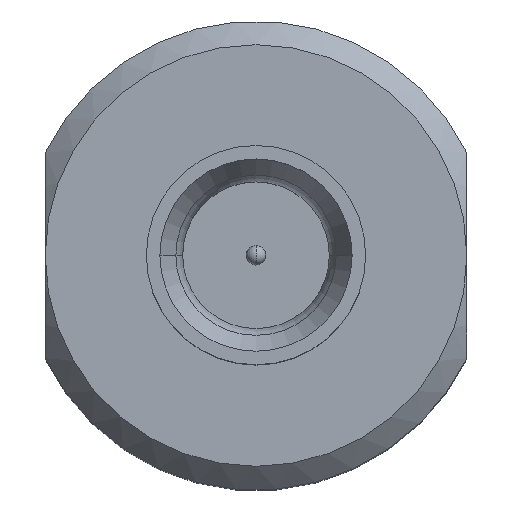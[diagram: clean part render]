
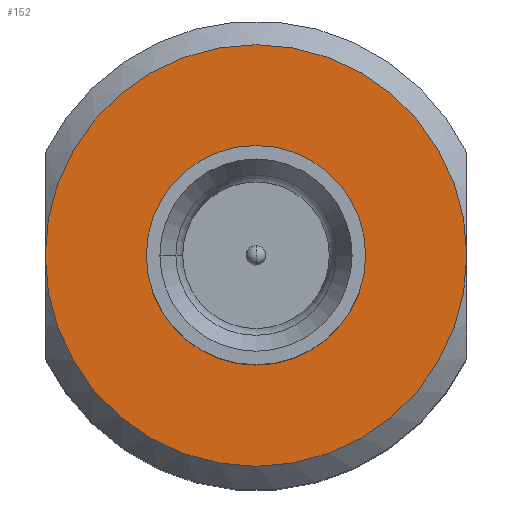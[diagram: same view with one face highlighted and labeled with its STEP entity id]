
A CAD part, top view. The second image highlights one B-rep face of the part: STEP entity #152.
In plain terms, the highlighted planar face has unit normal (0, 0, 1).
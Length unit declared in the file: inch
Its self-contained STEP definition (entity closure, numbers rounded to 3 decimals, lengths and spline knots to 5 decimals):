
#11 = VERTEX_POINT ( 'NONE', #1300 ) ;
#80 = AXIS2_PLACEMENT_3D ( 'NONE', #1297, #347, #1442 ) ;
#142 = DIRECTION ( 'NONE',  ( -1., 0., 0. ) ) ;
#152 = ADVANCED_FACE ( 'NONE', ( #1054, #601 ), #310, .F. ) ;
#154 = CARTESIAN_POINT ( 'NONE',  ( 0., 0., -0.14 ) ) ;
#252 = CIRCLE ( 'NONE', #1220, 0.125 ) ;
#301 = CARTESIAN_POINT ( 'NONE',  ( 0.125, 0., -0.14 ) ) ;
#303 = CARTESIAN_POINT ( 'NONE',  ( 0., 0.065, -0.14 ) ) ;
#310 = PLANE ( 'NONE',  #1490 ) ;
#317 = DIRECTION ( 'NONE',  ( 1., 0., 0. ) ) ;
#328 = EDGE_CURVE ( 'NONE', #1114, #1471, #252, .T. ) ;
#347 = DIRECTION ( 'NONE',  ( 0., 0., 1. ) ) ;
#372 = ORIENTED_EDGE ( 'NONE', *, *, #328, .T. ) ;
#542 = EDGE_LOOP ( 'NONE', ( #1189, #835 ) ) ;
#549 = DIRECTION ( 'NONE',  ( 0., 0., 1. ) ) ;
#601 = FACE_BOUND ( 'NONE', #542, .T. ) ;
#709 = ORIENTED_EDGE ( 'NONE', *, *, #1176, .T. ) ;
#835 = ORIENTED_EDGE ( 'NONE', *, *, #1731, .F. ) ;
#849 = CARTESIAN_POINT ( 'NONE',  ( 0., 0., -0.14 ) ) ;
#996 = DIRECTION ( 'NONE',  ( 1., 0., 0. ) ) ;
#1051 = VERTEX_POINT ( 'NONE', #1435 ) ;
#1054 = FACE_OUTER_BOUND ( 'NONE', #1924, .T. ) ;
#1056 = EDGE_CURVE ( 'NONE', #1051, #11, #1926, .T. ) ;
#1114 = VERTEX_POINT ( 'NONE', #1323 ) ;
#1176 = EDGE_CURVE ( 'NONE', #1471, #1114, #1263, .T. ) ;
#1189 = ORIENTED_EDGE ( 'NONE', *, *, #1056, .F. ) ;
#1220 = AXIS2_PLACEMENT_3D ( 'NONE', #1662, #549, #1508 ) ;
#1245 = DIRECTION ( 'NONE',  ( 0., 0., -1. ) ) ;
#1263 = CIRCLE ( 'NONE', #1970, 0.125 ) ;
#1264 = DIRECTION ( 'NONE',  ( 0., 0., 1. ) ) ;
#1297 = CARTESIAN_POINT ( 'NONE',  ( 0., 0., -0.14 ) ) ;
#1300 = CARTESIAN_POINT ( 'NONE',  ( -0.065, 0., -0.14 ) ) ;
#1323 = CARTESIAN_POINT ( 'NONE',  ( -0.125, 0., -0.14 ) ) ;
#1435 = CARTESIAN_POINT ( 'NONE',  ( 0.065, 0., -0.14 ) ) ;
#1442 = DIRECTION ( 'NONE',  ( 1., 0., 0. ) ) ;
#1471 = VERTEX_POINT ( 'NONE', #301 ) ;
#1490 = AXIS2_PLACEMENT_3D ( 'NONE', #303, #1245, #142 ) ;
#1508 = DIRECTION ( 'NONE',  ( 1., 0., 0. ) ) ;
#1662 = CARTESIAN_POINT ( 'NONE',  ( 0., 0., -0.14 ) ) ;
#1712 = CIRCLE ( 'NONE', #1920, 0.065 ) ;
#1731 = EDGE_CURVE ( 'NONE', #11, #1051, #1712, .T. ) ;
#1920 = AXIS2_PLACEMENT_3D ( 'NONE', #154, #1264, #317 ) ;
#1924 = EDGE_LOOP ( 'NONE', ( #709, #372 ) ) ;
#1926 = CIRCLE ( 'NONE', #80, 0.065 ) ;
#1954 = DIRECTION ( 'NONE',  ( 0., 0., 1. ) ) ;
#1970 = AXIS2_PLACEMENT_3D ( 'NONE', #849, #1954, #996 ) ;
